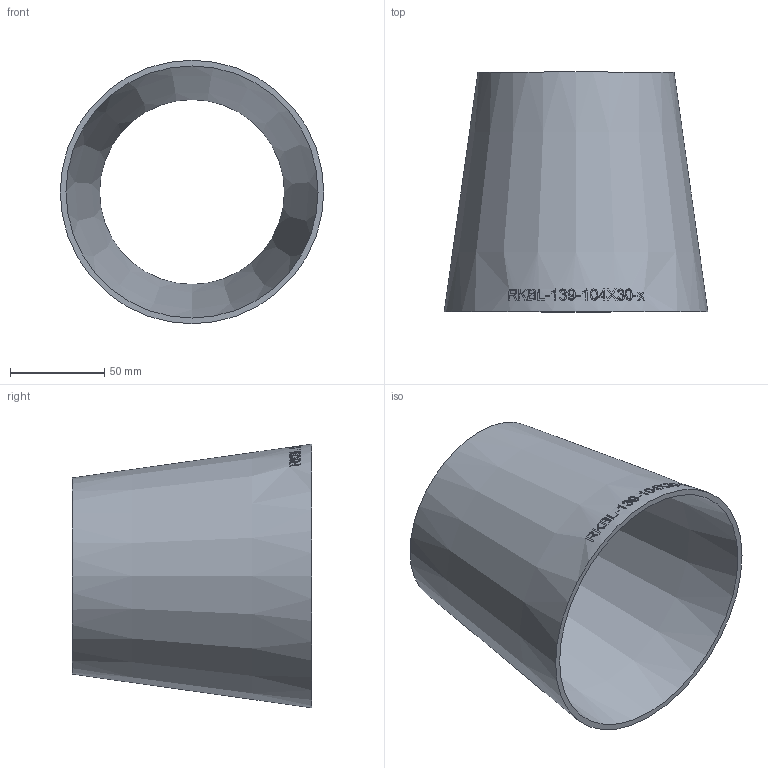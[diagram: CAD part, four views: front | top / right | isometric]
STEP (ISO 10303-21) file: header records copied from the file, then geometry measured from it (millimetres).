
FILE_DESCRIPTION (( 'STEP AP214' ), '1' );
FILE_NAME ('RKBL-139-104X30-x Reduzierung aus Blech ISO-sonstige 2006.STEP', '2020-06-29T15:47:26', ( '' ), ( '' ), 'SwSTEP 2.0', 'SolidWorks 2019', '' );
FILE_SCHEMA (( 'AUTOMOTIVE_DESIGN' ));
Length unit declared in the file: millimetre
Products named in the file (1): RKBL-139-104X30-x Reduzierung aus Blech ISO-sonstige 2006
Bounding box: 139.7 x 127 x 139.7 mm (x, y, z)
Volume: 143590.5 mm3; surface area: 98021.3 mm2
Topology: 1 solids, 1 shells, 223 faces, 591 edges, 394 vertices
Faces by surface type: bspline 195, cone 26, plane 2
Entity records: 28107 total; most frequent: CARTESIAN_POINT 21940, ORIENTED_EDGE 1178, EDGE_CURVE 589, B_SPLINE_CURVE_WITH_KNOTS 585, VERTEX_POINT 394, EDGE_LOOP 251, ADVANCED_FACE 223, FACE_OUTER_BOUND 223
